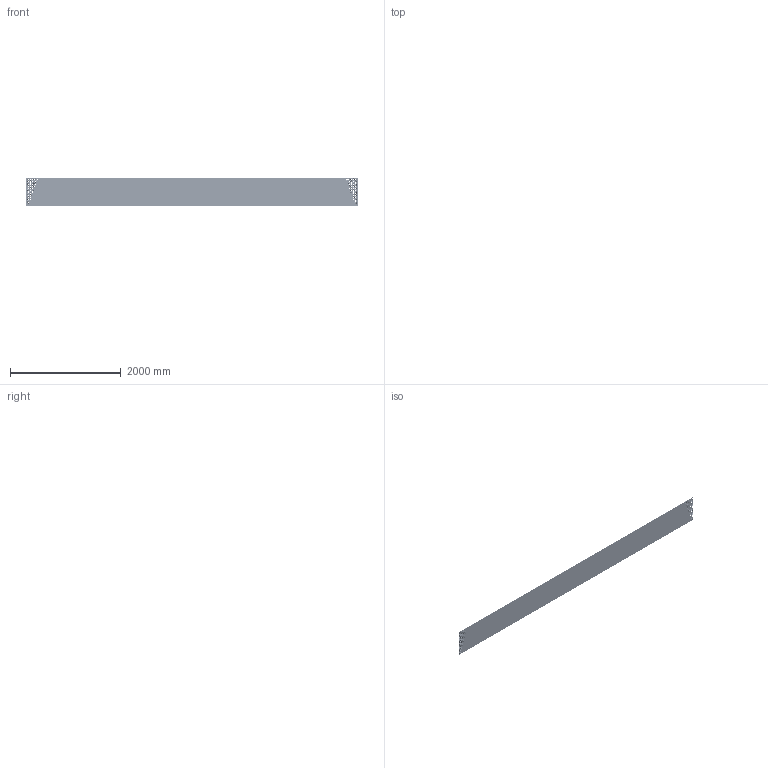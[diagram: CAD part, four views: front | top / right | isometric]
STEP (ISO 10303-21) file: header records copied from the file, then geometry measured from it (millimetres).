
FILE_DESCRIPTION (( 'STEP AP214' ), '1' );
FILE_NAME ('Optimo-Pull-up-plate-O2-6000x500x2-st240-F010010100.STEP', '2021-08-16T06:11:42', ( '' ), ( '' ), 'SwSTEP 2.0', 'SolidWorks 2021', '' );
FILE_SCHEMA (( 'AUTOMOTIVE_DESIGN' ));
Length unit declared in the file: millimetre
Products named in the file (1): Optimo-Pull-up-plate-O2-6000x500x2-st240-F010010100
Bounding box: 6000 x 7 x 500 mm (x, y, z)
Volume: 6003289.8 mm3; surface area: 6064989.3 mm2
Topology: 1 solids, 1 shells, 7445 faces, 19363 edges, 11938 vertices
Faces by surface type: cone 4368, torus 2912, plane 134, bspline 31
Entity records: 238349 total; most frequent: DIRECTION 48691, CARTESIAN_POINT 40786, ORIENTED_EDGE 38726, AXIS2_PLACEMENT_3D 21975, EDGE_CURVE 19363, CIRCLE 14560, VERTEX_POINT 11938, EDGE_LOOP 8919
